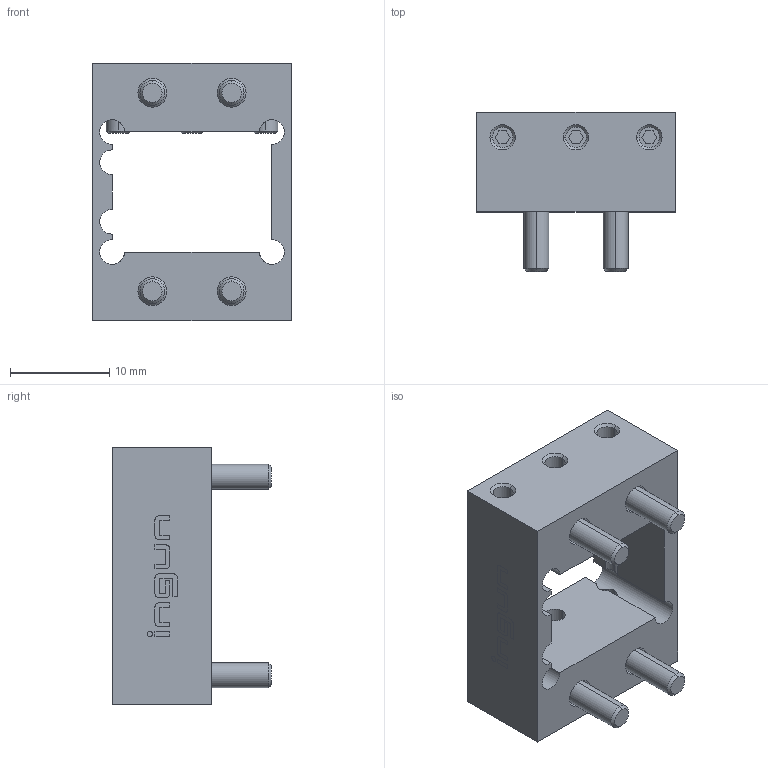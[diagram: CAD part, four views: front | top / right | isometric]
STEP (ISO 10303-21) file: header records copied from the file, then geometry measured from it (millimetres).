
FILE_DESCRIPTION (( 'STEP AP203' ), '1' );
FILE_NAME ('INGUN_KS-802_HMTD-4.STEP', '2022-02-09T05:33:16', ( 'ochi' ), ( '' ), 'SwSTEP 2.0', 'SolidWorks 2018', '' );
FILE_SCHEMA (( 'CONFIG_CONTROL_DESIGN' ));
Length unit declared in the file: millimetre
Products named in the file (1): INGUN_KS-802_HMTD-4
Bounding box: 20 x 16 x 26 mm (x, y, z)
Volume: 3000.6 mm3; surface area: 3278.3 mm2
Topology: 1 solids, 1 shells, 284 faces, 735 edges, 476 vertices
Faces by surface type: cylinder 147, plane 101, cone 36
Entity records: 9022 total; most frequent: CARTESIAN_POINT 1752, DIRECTION 1583, ORIENTED_EDGE 1470, EDGE_CURVE 735, AXIS2_PLACEMENT_3D 591, VERTEX_POINT 476, LINE 401, VECTOR 401
